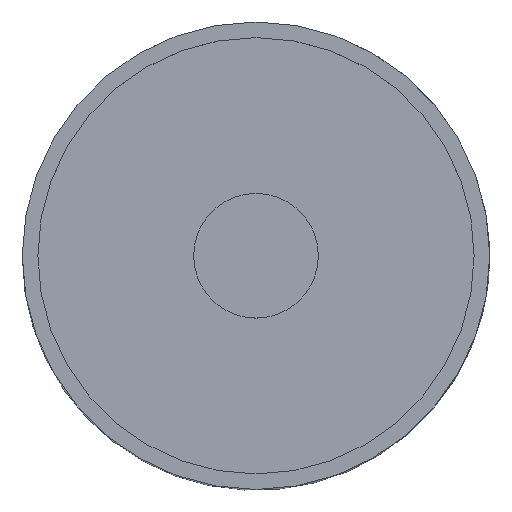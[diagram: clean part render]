
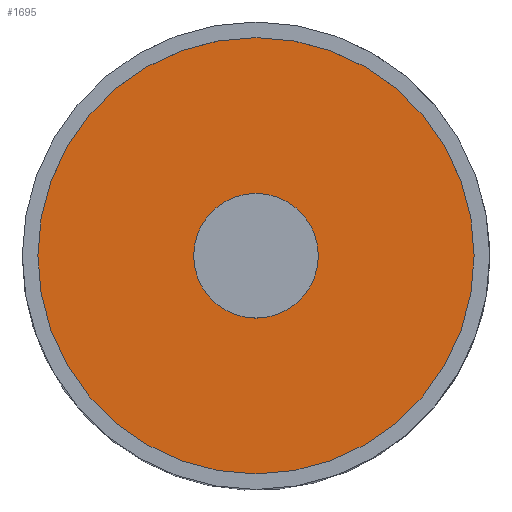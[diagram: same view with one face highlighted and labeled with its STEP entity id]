
A CAD part, top view. The second image highlights one B-rep face of the part: STEP entity #1695.
In plain terms, the highlighted planar face has unit normal (0, 0, 1).
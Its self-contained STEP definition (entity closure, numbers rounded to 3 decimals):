
#59=PLANE('',#1855);
#83=FACE_BOUND('',#259,.T.);
#157=FACE_OUTER_BOUND('',#258,.T.);
#258=EDGE_LOOP('',(#1378));
#259=EDGE_LOOP('',(#1379));
#351=CIRCLE('',#1856,7.);
#352=CIRCLE('',#1857,2.);
#761=VERTEX_POINT('',#4424);
#762=VERTEX_POINT('',#4426);
#979=EDGE_CURVE('',#761,#761,#351,.T.);
#980=EDGE_CURVE('',#762,#762,#352,.T.);
#1378=ORIENTED_EDGE('',*,*,#979,.F.);
#1379=ORIENTED_EDGE('',*,*,#980,.F.);
#1695=ADVANCED_FACE('',(#157,#83),#59,.T.);
#1855=AXIS2_PLACEMENT_3D('',#4423,#2158,#2159);
#1856=AXIS2_PLACEMENT_3D('',#4425,#2160,#2161);
#1857=AXIS2_PLACEMENT_3D('',#4427,#2162,#2163);
#2158=DIRECTION('center_axis',(0.,0.,1.));
#2159=DIRECTION('ref_axis',(1.,0.,0.));
#2160=DIRECTION('center_axis',(0.,0.,-1.));
#2161=DIRECTION('ref_axis',(1.,0.,0.));
#2162=DIRECTION('center_axis',(0.,0.,1.));
#2163=DIRECTION('ref_axis',(1.,0.,0.));
#4423=CARTESIAN_POINT('Origin',(7.5,7.507,14.5));
#4424=CARTESIAN_POINT('',(0.5,7.507,14.5));
#4425=CARTESIAN_POINT('Origin',(7.5,7.507,14.5));
#4426=CARTESIAN_POINT('',(5.5,7.507,14.5));
#4427=CARTESIAN_POINT('Origin',(7.5,7.507,14.5));
